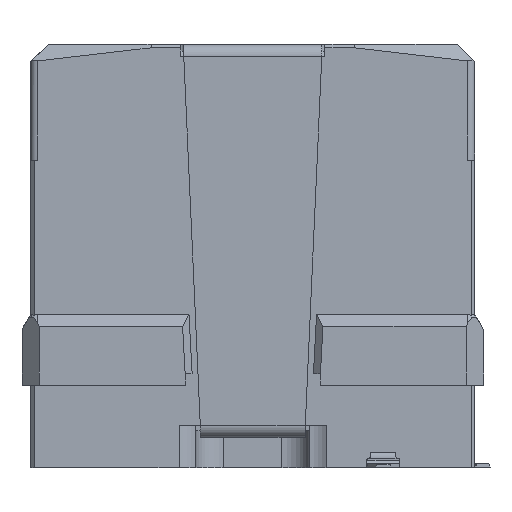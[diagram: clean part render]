
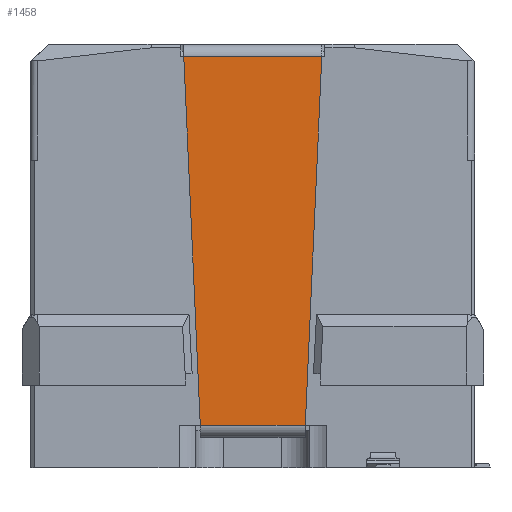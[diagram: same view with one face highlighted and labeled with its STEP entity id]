
A CAD part, left-side view. The second image highlights one B-rep face of the part: STEP entity #1458.
In plain terms, the highlighted planar face has unit normal (-1, 0, 0).
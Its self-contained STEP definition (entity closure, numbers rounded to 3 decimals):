
#430 = ORIENTED_EDGE ( 'NONE', *, *, #3060, .F. ) ;
#776 = LINE ( 'NONE', #4984, #26220 ) ;
#1129 = DIRECTION ( 'NONE',  ( 0., 0.045, 0.999 ) ) ;
#1180 = DIRECTION ( 'NONE',  ( 0., -0.045, 0.999 ) ) ;
#1393 = CARTESIAN_POINT ( 'NONE',  ( -7.75, 5.403, 5.044 ) ) ;
#1458 = ADVANCED_FACE ( 'NONE', ( #33869 ), #11598, .F. ) ;
#2105 = VERTEX_POINT ( 'NONE', #3002 ) ;
#2269 = CARTESIAN_POINT ( 'NONE',  ( -7.75, 1.756, 11.76 ) ) ;
#3002 = CARTESIAN_POINT ( 'NONE',  ( -7.75, 5.231, 1.21 ) ) ;
#3054 = CARTESIAN_POINT ( 'NONE',  ( -7.75, 0.98, 7.874 ) ) ;
#3060 = EDGE_CURVE ( 'NONE', #11264, #16284, #31514, .T. ) ;
#3252 = LINE ( 'NONE', #18862, #14384 ) ;
#3713 = EDGE_CURVE ( 'NONE', #3879, #34319, #3252, .T. ) ;
#3879 = VERTEX_POINT ( 'NONE', #14704 ) ;
#4453 = LINE ( 'NONE', #5862, #8154 ) ;
#4624 = VERTEX_POINT ( 'NONE', #26193 ) ;
#4984 = CARTESIAN_POINT ( 'NONE',  ( -7.75, 2.057, 5.044 ) ) ;
#5407 = CARTESIAN_POINT ( 'NONE',  ( -7.75, 5.521, 7.67 ) ) ;
#5862 = CARTESIAN_POINT ( 'NONE',  ( -7.75, 0.98, 11.76 ) ) ;
#7281 = CARTESIAN_POINT ( 'NONE',  ( -7.75, 0.98, 1.21 ) ) ;
#7940 = LINE ( 'NONE', #14190, #11203 ) ;
#8154 = VECTOR ( 'NONE', #35364, 1000. ) ;
#10490 = CARTESIAN_POINT ( 'NONE',  ( -7.75, 1.93, 7.874 ) ) ;
#11203 = VECTOR ( 'NONE', #17416, 1000. ) ;
#11264 = VERTEX_POINT ( 'NONE', #2269 ) ;
#11275 = VERTEX_POINT ( 'NONE', #20510 ) ;
#11598 = PLANE ( 'NONE',  #32399 ) ;
#12687 = CARTESIAN_POINT ( 'NONE',  ( -7.75, 1.756, 11.76 ) ) ;
#12698 = EDGE_CURVE ( 'NONE', #11264, #34319, #4453, .T. ) ;
#13226 = VECTOR ( 'NONE', #1180, 1000. ) ;
#13414 = VERTEX_POINT ( 'NONE', #1393 ) ;
#13605 = ORIENTED_EDGE ( 'NONE', *, *, #29256, .F. ) ;
#13832 = ORIENTED_EDGE ( 'NONE', *, *, #3713, .F. ) ;
#14190 = CARTESIAN_POINT ( 'NONE',  ( -7.75, 5.231, 1.21 ) ) ;
#14384 = VECTOR ( 'NONE', #1129, 1000. ) ;
#14704 = CARTESIAN_POINT ( 'NONE',  ( -7.75, 5.53, 7.874 ) ) ;
#14945 = ORIENTED_EDGE ( 'NONE', *, *, #15711, .F. ) ;
#15711 = EDGE_CURVE ( 'NONE', #11275, #4624, #776, .T. ) ;
#16284 = VERTEX_POINT ( 'NONE', #10490 ) ;
#16668 = VECTOR ( 'NONE', #24584, 1000. ) ;
#17416 = DIRECTION ( 'NONE',  ( 0., 0.045, 0.999 ) ) ;
#18862 = CARTESIAN_POINT ( 'NONE',  ( -7.75, 5.53, 7.874 ) ) ;
#20055 = EDGE_CURVE ( 'NONE', #3879, #13414, #22362, .T. ) ;
#20510 = CARTESIAN_POINT ( 'NONE',  ( -7.75, 2.057, 5.044 ) ) ;
#21104 = LINE ( 'NONE', #28213, #13226 ) ;
#22362 = LINE ( 'NONE', #5407, #26489 ) ;
#24584 = DIRECTION ( 'NONE',  ( 0., 0.045, -0.999 ) ) ;
#24747 = VECTOR ( 'NONE', #28882, 1000. ) ;
#24946 = ORIENTED_EDGE ( 'NONE', *, *, #26945, .F. ) ;
#25795 = DIRECTION ( 'NONE',  ( 0., 0.045, -0.999 ) ) ;
#26193 = CARTESIAN_POINT ( 'NONE',  ( -7.75, 2.229, 1.21 ) ) ;
#26220 = VECTOR ( 'NONE', #25795, 1000. ) ;
#26470 = DIRECTION ( 'NONE',  ( 1., 0., 0. ) ) ;
#26489 = VECTOR ( 'NONE', #35289, 1000. ) ;
#26945 = EDGE_CURVE ( 'NONE', #4624, #2105, #36342, .T. ) ;
#28213 = CARTESIAN_POINT ( 'NONE',  ( -7.75, 1.928, 7.917 ) ) ;
#28688 = CARTESIAN_POINT ( 'NONE',  ( -7.75, 5.704, 11.76 ) ) ;
#28882 = DIRECTION ( 'NONE',  ( 0., 1., 0. ) ) ;
#29077 = ORIENTED_EDGE ( 'NONE', *, *, #20055, .T. ) ;
#29256 = EDGE_CURVE ( 'NONE', #2105, #13414, #7940, .T. ) ;
#31514 = LINE ( 'NONE', #12687, #16668 ) ;
#32399 = AXIS2_PLACEMENT_3D ( 'NONE', #3054, #26470, #38129 ) ;
#33869 = FACE_OUTER_BOUND ( 'NONE', #35033, .T. ) ;
#34319 = VERTEX_POINT ( 'NONE', #28688 ) ;
#35033 = EDGE_LOOP ( 'NONE', ( #29077, #13605, #24946, #14945, #38321, #430, #37900, #13832 ) ) ;
#35195 = EDGE_CURVE ( 'NONE', #11275, #16284, #21104, .T. ) ;
#35289 = DIRECTION ( 'NONE',  ( 0., -0.045, -0.999 ) ) ;
#35364 = DIRECTION ( 'NONE',  ( 0., 1., 0. ) ) ;
#36342 = LINE ( 'NONE', #7281, #24747 ) ;
#37900 = ORIENTED_EDGE ( 'NONE', *, *, #12698, .T. ) ;
#38129 = DIRECTION ( 'NONE',  ( 0., 0., 1. ) ) ;
#38321 = ORIENTED_EDGE ( 'NONE', *, *, #35195, .T. ) ;
